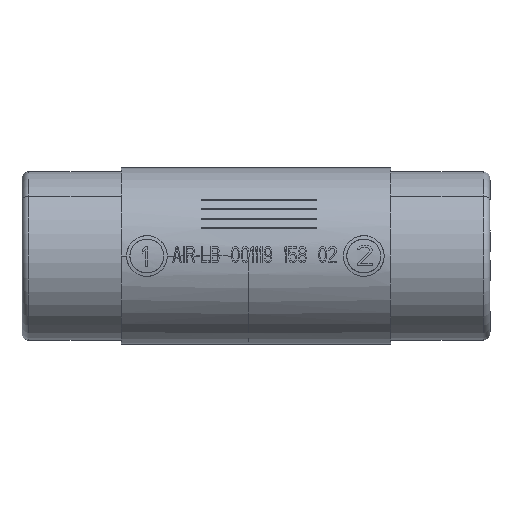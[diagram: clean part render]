
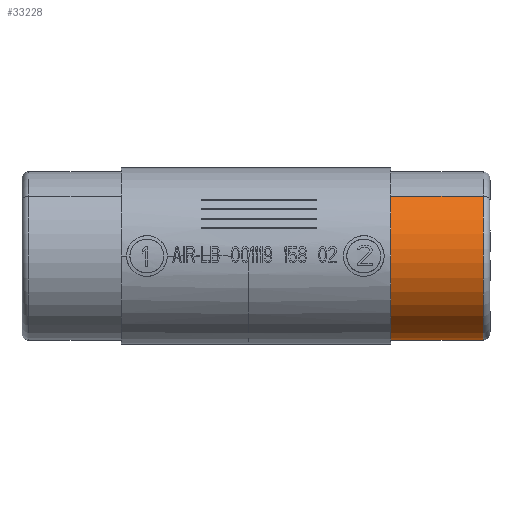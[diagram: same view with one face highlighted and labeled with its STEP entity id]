
A CAD part, left-side view. The second image highlights one B-rep face of the part: STEP entity #33228.
In plain terms, the highlighted cylindrical face has radius 6.25 mm (diameter 12.5 mm), a partial arc.
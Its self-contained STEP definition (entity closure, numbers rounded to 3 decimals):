
#3721=CARTESIAN_POINT('',(0.,-10.5,0.));
#3722=DIRECTION('',(0.,1.,0.));
#3723=DIRECTION('',(0.707,0.,-0.707));
#3724=AXIS2_PLACEMENT_3D('',#3721,#3722,#3723);
#3731=CARTESIAN_POINT('',(0.,-17.3,0.));
#3732=DIRECTION('',(0.,-1.,0.));
#3733=DIRECTION('',(-0.707,0.,0.707));
#3734=AXIS2_PLACEMENT_3D('',#3731,#3732,#3733);
#3736=DIRECTION('',(0.,1.,0.));
#3737=VECTOR('',#3736,6.8);
#3738=CARTESIAN_POINT('',(4.419,-17.3,-4.419));
#3739=LINE('',#3738,#3737);
#3745=DIRECTION('',(0.,1.,0.));
#3746=VECTOR('',#3745,6.8);
#3747=CARTESIAN_POINT('',(-4.419,-17.3,4.419));
#3748=LINE('',#3747,#3746);
#25388=CARTESIAN_POINT('',(-4.419,-17.3,4.419));
#25389=CARTESIAN_POINT('',(4.419,-17.3,-4.419));
#25390=VERTEX_POINT('',#25388);
#25391=VERTEX_POINT('',#25389);
#26100=CARTESIAN_POINT('',(4.419,-10.5,-4.419));
#26101=CARTESIAN_POINT('',(-4.419,-10.5,4.419));
#26102=VERTEX_POINT('',#26100);
#26103=VERTEX_POINT('',#26101);
#33214=CARTESIAN_POINT('',(0.,-17.8,0.));
#33215=DIRECTION('',(0.,1.,0.));
#33216=DIRECTION('',(0.707,0.,-0.707));
#33217=AXIS2_PLACEMENT_3D('',#33214,#33215,#33216);
#33218=CYLINDRICAL_SURFACE('',#33217,6.25);
#33219=ORIENTED_EDGE('',*,*,#33207,.T.);
#33221=ORIENTED_EDGE('',*,*,#33220,.F.);
#33223=ORIENTED_EDGE('',*,*,#33222,.T.);
#33225=ORIENTED_EDGE('',*,*,#33224,.T.);
#33226=EDGE_LOOP('',(#33219,#33221,#33223,#33225));
#33227=FACE_OUTER_BOUND('',#33226,.F.);
#33228=ADVANCED_FACE('',(#33227),#33218,.T.);
#3725=CIRCLE('',#3724,6.25);
#3735=CIRCLE('',#3734,6.25);
#33207=EDGE_CURVE('',#26102,#26103,#3725,.T.);
#33220=EDGE_CURVE('',#25390,#26103,#3748,.T.);
#33222=EDGE_CURVE('',#25390,#25391,#3735,.T.);
#33224=EDGE_CURVE('',#25391,#26102,#3739,.T.);
